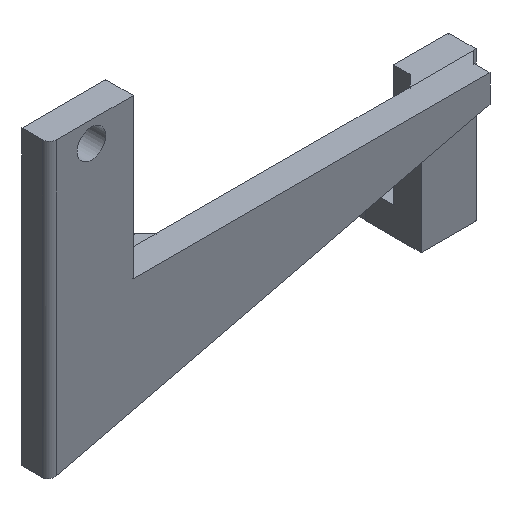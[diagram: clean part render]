
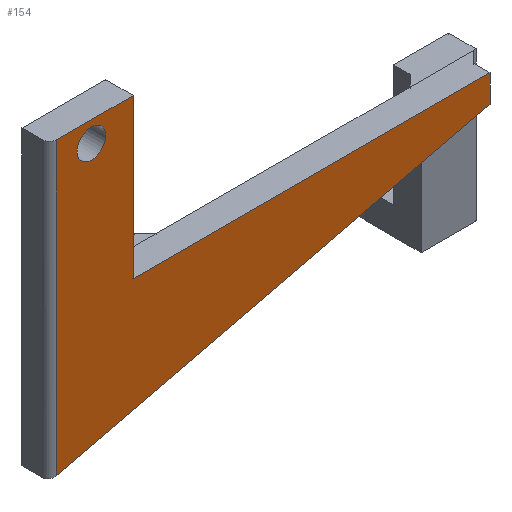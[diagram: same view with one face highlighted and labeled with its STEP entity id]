
A CAD part, isometric view. The second image highlights one B-rep face of the part: STEP entity #154.
In plain terms, the highlighted planar face has unit normal (0, -1, 0).
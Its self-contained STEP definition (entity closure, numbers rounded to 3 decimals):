
#21 = EDGE_CURVE('',#22,#24,#26,.T.);
#22 = VERTEX_POINT('',#23);
#23 = CARTESIAN_POINT('',(-8.858,3.175,-15.262));
#24 = VERTEX_POINT('',#25);
#25 = CARTESIAN_POINT('',(41.148,3.175,-3.175));
#26 = LINE('',#27,#28);
#27 = CARTESIAN_POINT('',(-9.652,3.175,-15.454));
#28 = VECTOR('',#29,1.);
#29 = DIRECTION('',(0.972,0.,0.235));
#154 = ADVANCED_FACE('',(#155,#196),#207,.F.);
#155 = FACE_BOUND('',#156,.F.);
#156 = EDGE_LOOP('',(#157,#158,#166,#174,#182,#190));
#157 = ORIENTED_EDGE('',*,*,#21,.F.);
#158 = ORIENTED_EDGE('',*,*,#159,.F.);
#159 = EDGE_CURVE('',#160,#22,#162,.T.);
#160 = VERTEX_POINT('',#161);
#161 = CARTESIAN_POINT('',(-8.858,3.175,18.297));
#162 = LINE('',#163,#164);
#163 = CARTESIAN_POINT('',(-8.858,3.175,18.297));
#164 = VECTOR('',#165,1.);
#165 = DIRECTION('',(0.,0.,-1.));
#166 = ORIENTED_EDGE('',*,*,#167,.F.);
#167 = EDGE_CURVE('',#168,#160,#170,.T.);
#168 = VERTEX_POINT('',#169);
#169 = CARTESIAN_POINT('',(0.,3.175,18.297));
#170 = LINE('',#171,#172);
#171 = CARTESIAN_POINT('',(0.,3.175,18.297));
#172 = VECTOR('',#173,1.);
#173 = DIRECTION('',(-1.,0.,0.));
#174 = ORIENTED_EDGE('',*,*,#175,.T.);
#175 = EDGE_CURVE('',#168,#176,#178,.T.);
#176 = VERTEX_POINT('',#177);
#177 = CARTESIAN_POINT('',(0.,3.175,0.));
#178 = LINE('',#179,#180);
#179 = CARTESIAN_POINT('',(0.,3.175,18.297));
#180 = VECTOR('',#181,1.);
#181 = DIRECTION('',(0.,0.,-1.));
#182 = ORIENTED_EDGE('',*,*,#183,.F.);
#183 = EDGE_CURVE('',#184,#176,#186,.T.);
#184 = VERTEX_POINT('',#185);
#185 = CARTESIAN_POINT('',(41.148,3.175,0.));
#186 = LINE('',#187,#188);
#187 = CARTESIAN_POINT('',(41.148,3.175,0.));
#188 = VECTOR('',#189,1.);
#189 = DIRECTION('',(-1.,0.,0.));
#190 = ORIENTED_EDGE('',*,*,#191,.F.);
#191 = EDGE_CURVE('',#24,#184,#192,.T.);
#192 = LINE('',#193,#194);
#193 = CARTESIAN_POINT('',(41.148,3.175,-3.175));
#194 = VECTOR('',#195,1.);
#195 = DIRECTION('',(0.,0.,1.));
#196 = FACE_BOUND('',#197,.F.);
#197 = EDGE_LOOP('',(#198));
#198 = ORIENTED_EDGE('',*,*,#199,.T.);
#199 = EDGE_CURVE('',#200,#200,#202,.T.);
#200 = VERTEX_POINT('',#201);
#201 = CARTESIAN_POINT('',(-3.175,3.175,15.915));
#202 = CIRCLE('',#203,1.651);
#203 = AXIS2_PLACEMENT_3D('',#204,#205,#206);
#204 = CARTESIAN_POINT('',(-4.826,3.175,15.915));
#205 = DIRECTION('',(0.,-1.,0.));
#206 = DIRECTION('',(1.,0.,0.));
#207 = PLANE('',#208);
#208 = AXIS2_PLACEMENT_3D('',#209,#210,#211);
#209 = CARTESIAN_POINT('',(50.353,3.175,93.227));
#210 = DIRECTION('',(0.,1.,0.));
#211 = DIRECTION('',(-1.,0.,0.));
